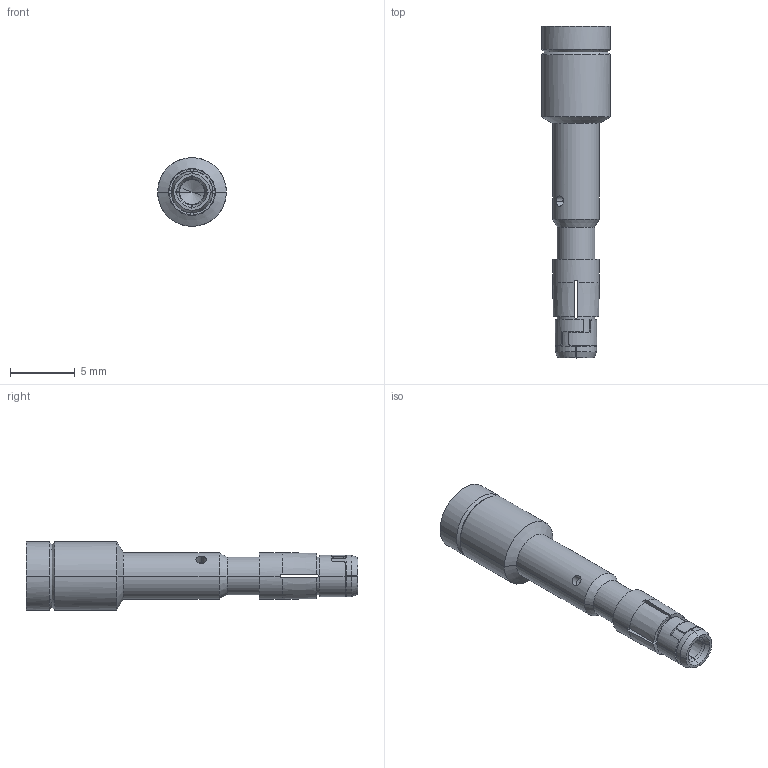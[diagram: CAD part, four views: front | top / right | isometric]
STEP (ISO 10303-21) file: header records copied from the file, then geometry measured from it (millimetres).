
FILE_DESCRIPTION((''),'2;1');
FILE_NAME('M23-FC30G-2P5_SW0001','2016-12-16T',('hq.zhang'),(''),'PRO/ENGINEER BY PARAMETRIC TECHNOLOGY CORPORATION, 2012480','PRO/ENGINEER BY PARAMETRIC TECHNOLOGY CORPORATION, 2012480','');
FILE_SCHEMA(('AUTOMOTIVE_DESIGN { 1 0 10303 214 1 1 1 1 }'));
Length unit declared in the file: millimetre
Products named in the file (1): M23-FC30G-2P5_SW0001
Bounding box: 5.3 x 25.59 x 5.3 mm (x, y, z)
Volume: 167.4 mm3; surface area: 584.1 mm2
Topology: 1 solids, 1 shells, 113 faces, 347 edges, 220 vertices
Faces by surface type: cone 54, cylinder 33, plane 22, torus 4
Entity records: 4401 total; most frequent: CARTESIAN_POINT 1288, ORIENTED_EDGE 686, DIRECTION 561, EDGE_CURVE 343, AXIS2_PLACEMENT_3D 235, VERTEX_POINT 220, B_SPLINE_CURVE_WITH_KNOTS 130, CIRCLE 122
